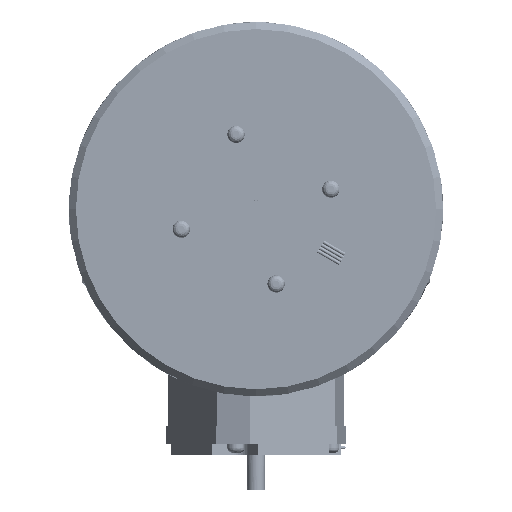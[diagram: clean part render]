
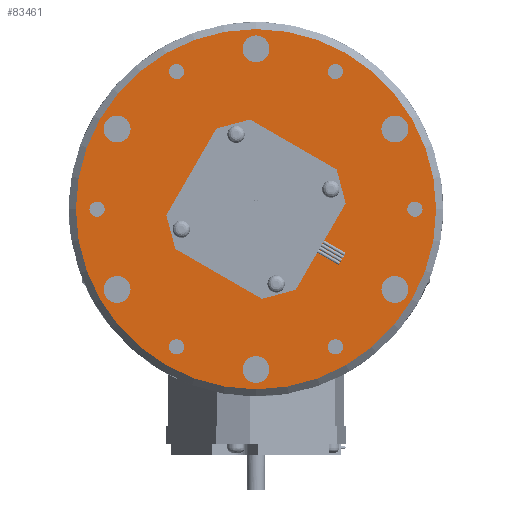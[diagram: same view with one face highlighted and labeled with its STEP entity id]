
A CAD part, front view. The second image highlights one B-rep face of the part: STEP entity #83461.
In plain terms, the highlighted face is planar.
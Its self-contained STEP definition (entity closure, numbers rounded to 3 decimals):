
#3061=FACE_BOUND('',#12289,.T.);
#3062=FACE_BOUND('',#12290,.T.);
#3063=FACE_BOUND('',#12291,.T.);
#3064=FACE_BOUND('',#12292,.T.);
#3065=FACE_BOUND('',#12293,.T.);
#3066=FACE_BOUND('',#12294,.T.);
#3067=FACE_BOUND('',#12295,.T.);
#3068=FACE_BOUND('',#12296,.T.);
#3069=FACE_BOUND('',#12297,.T.);
#3070=FACE_BOUND('',#12298,.T.);
#3071=FACE_BOUND('',#12299,.T.);
#3072=FACE_BOUND('',#12300,.T.);
#3073=FACE_BOUND('',#12301,.T.);
#3074=FACE_BOUND('',#12302,.T.);
#3075=FACE_BOUND('',#12303,.T.);
#3076=FACE_BOUND('',#12304,.T.);
#3077=FACE_BOUND('',#12305,.T.);
#4630=PLANE('',#88306);
#7483=FACE_OUTER_BOUND('',#12288,.T.);
#12288=EDGE_LOOP('',(#65905));
#12289=EDGE_LOOP('',(#65906));
#12290=EDGE_LOOP('',(#65907));
#12291=EDGE_LOOP('',(#65908));
#12292=EDGE_LOOP('',(#65909));
#12293=EDGE_LOOP('',(#65910));
#12294=EDGE_LOOP('',(#65911));
#12295=EDGE_LOOP('',(#65912));
#12296=EDGE_LOOP('',(#65913));
#12297=EDGE_LOOP('',(#65914));
#12298=EDGE_LOOP('',(#65915));
#12299=EDGE_LOOP('',(#65916));
#12300=EDGE_LOOP('',(#65917));
#12301=EDGE_LOOP('',(#65918));
#12302=EDGE_LOOP('',(#65919));
#12303=EDGE_LOOP('',(#65920));
#12304=EDGE_LOOP('',(#65921));
#12305=EDGE_LOOP('',(#65922));
#31927=CIRCLE('',#88300,2.15);
#31928=CIRCLE('',#88302,51.);
#31931=CIRCLE('',#88307,2.15);
#31932=CIRCLE('',#88308,2.15);
#31933=CIRCLE('',#88309,2.15);
#31934=CIRCLE('',#88310,2.15);
#31935=CIRCLE('',#88311,2.15);
#31936=CIRCLE('',#88312,1.75);
#31937=CIRCLE('',#88313,1.75);
#31938=CIRCLE('',#88314,1.75);
#31939=CIRCLE('',#88315,1.75);
#31940=CIRCLE('',#88316,11.7);
#31941=CIRCLE('',#88317,3.8);
#31942=CIRCLE('',#88318,3.8);
#31943=CIRCLE('',#88319,3.8);
#31944=CIRCLE('',#88320,3.8);
#31945=CIRCLE('',#88321,3.8);
#31946=CIRCLE('',#88322,3.8);
#37185=VERTEX_POINT('',#160568);
#37186=VERTEX_POINT('',#160572);
#37189=VERTEX_POINT('',#160582);
#37190=VERTEX_POINT('',#160584);
#37191=VERTEX_POINT('',#160586);
#37192=VERTEX_POINT('',#160588);
#37193=VERTEX_POINT('',#160590);
#37194=VERTEX_POINT('',#160592);
#37195=VERTEX_POINT('',#160594);
#37196=VERTEX_POINT('',#160596);
#37197=VERTEX_POINT('',#160598);
#37198=VERTEX_POINT('',#160600);
#37199=VERTEX_POINT('',#160602);
#37200=VERTEX_POINT('',#160604);
#37201=VERTEX_POINT('',#160606);
#37202=VERTEX_POINT('',#160608);
#37203=VERTEX_POINT('',#160610);
#37204=VERTEX_POINT('',#160612);
#47580=EDGE_CURVE('',#37185,#37185,#31927,.T.);
#47581=EDGE_CURVE('',#37186,#37186,#31928,.T.);
#47586=EDGE_CURVE('',#37189,#37189,#31931,.T.);
#47587=EDGE_CURVE('',#37190,#37190,#31932,.T.);
#47588=EDGE_CURVE('',#37191,#37191,#31933,.T.);
#47589=EDGE_CURVE('',#37192,#37192,#31934,.T.);
#47590=EDGE_CURVE('',#37193,#37193,#31935,.T.);
#47591=EDGE_CURVE('',#37194,#37194,#31936,.T.);
#47592=EDGE_CURVE('',#37195,#37195,#31937,.T.);
#47593=EDGE_CURVE('',#37196,#37196,#31938,.T.);
#47594=EDGE_CURVE('',#37197,#37197,#31939,.T.);
#47595=EDGE_CURVE('',#37198,#37198,#31940,.T.);
#47596=EDGE_CURVE('',#37199,#37199,#31941,.T.);
#47597=EDGE_CURVE('',#37200,#37200,#31942,.T.);
#47598=EDGE_CURVE('',#37201,#37201,#31943,.T.);
#47599=EDGE_CURVE('',#37202,#37202,#31944,.T.);
#47600=EDGE_CURVE('',#37203,#37203,#31945,.T.);
#47601=EDGE_CURVE('',#37204,#37204,#31946,.T.);
#65905=ORIENTED_EDGE('',*,*,#47581,.F.);
#65906=ORIENTED_EDGE('',*,*,#47586,.T.);
#65907=ORIENTED_EDGE('',*,*,#47587,.T.);
#65908=ORIENTED_EDGE('',*,*,#47588,.T.);
#65909=ORIENTED_EDGE('',*,*,#47589,.T.);
#65910=ORIENTED_EDGE('',*,*,#47590,.T.);
#65911=ORIENTED_EDGE('',*,*,#47580,.T.);
#65912=ORIENTED_EDGE('',*,*,#47591,.F.);
#65913=ORIENTED_EDGE('',*,*,#47592,.F.);
#65914=ORIENTED_EDGE('',*,*,#47593,.F.);
#65915=ORIENTED_EDGE('',*,*,#47594,.F.);
#65916=ORIENTED_EDGE('',*,*,#47595,.F.);
#65917=ORIENTED_EDGE('',*,*,#47596,.T.);
#65918=ORIENTED_EDGE('',*,*,#47597,.T.);
#65919=ORIENTED_EDGE('',*,*,#47598,.T.);
#65920=ORIENTED_EDGE('',*,*,#47599,.T.);
#65921=ORIENTED_EDGE('',*,*,#47600,.T.);
#65922=ORIENTED_EDGE('',*,*,#47601,.T.);
#83461=ADVANCED_FACE('',(#7483,#3061,#3062,#3063,#3064,#3065,#3066,#3067,
#3068,#3069,#3070,#3071,#3072,#3073,#3074,#3075,#3076,#3077),#4630,.T.);
#88300=AXIS2_PLACEMENT_3D('',#160570,#96956,#96957);
#88302=AXIS2_PLACEMENT_3D('',#160573,#96960,#96961);
#88306=AXIS2_PLACEMENT_3D('',#160581,#96970,#96971);
#88307=AXIS2_PLACEMENT_3D('',#160583,#96972,#96973);
#88308=AXIS2_PLACEMENT_3D('',#160585,#96974,#96975);
#88309=AXIS2_PLACEMENT_3D('',#160587,#96976,#96977);
#88310=AXIS2_PLACEMENT_3D('',#160589,#96978,#96979);
#88311=AXIS2_PLACEMENT_3D('',#160591,#96980,#96981);
#88312=AXIS2_PLACEMENT_3D('',#160593,#96982,#96983);
#88313=AXIS2_PLACEMENT_3D('',#160595,#96984,#96985);
#88314=AXIS2_PLACEMENT_3D('',#160597,#96986,#96987);
#88315=AXIS2_PLACEMENT_3D('',#160599,#96988,#96989);
#88316=AXIS2_PLACEMENT_3D('',#160601,#96990,#96991);
#88317=AXIS2_PLACEMENT_3D('',#160603,#96992,#96993);
#88318=AXIS2_PLACEMENT_3D('',#160605,#96994,#96995);
#88319=AXIS2_PLACEMENT_3D('',#160607,#96996,#96997);
#88320=AXIS2_PLACEMENT_3D('',#160609,#96998,#96999);
#88321=AXIS2_PLACEMENT_3D('',#160611,#97000,#97001);
#88322=AXIS2_PLACEMENT_3D('',#160613,#97002,#97003);
#96956=DIRECTION('center_axis',(0.,-1.,0.));
#96957=DIRECTION('ref_axis',(1.,0.,0.));
#96960=DIRECTION('center_axis',(0.,-1.,0.));
#96961=DIRECTION('ref_axis',(-1.,0.,0.));
#96970=DIRECTION('center_axis',(0.,1.,0.));
#96971=DIRECTION('ref_axis',(-1.,0.,0.));
#96972=DIRECTION('center_axis',(0.,-1.,0.));
#96973=DIRECTION('ref_axis',(0.5,0.,0.866));
#96974=DIRECTION('center_axis',(0.,-1.,0.));
#96975=DIRECTION('ref_axis',(-0.5,0.,0.866));
#96976=DIRECTION('center_axis',(0.,-1.,0.));
#96977=DIRECTION('ref_axis',(-1.,0.,0.));
#96978=DIRECTION('center_axis',(0.,-1.,0.));
#96979=DIRECTION('ref_axis',(-0.5,0.,-0.866));
#96980=DIRECTION('center_axis',(0.,-1.,0.));
#96981=DIRECTION('ref_axis',(0.5,0.,-0.866));
#96982=DIRECTION('center_axis',(0.,1.,0.));
#96983=DIRECTION('ref_axis',(-1.,0.,0.));
#96984=DIRECTION('center_axis',(0.,1.,0.));
#96985=DIRECTION('ref_axis',(-1.,0.,0.));
#96986=DIRECTION('center_axis',(0.,1.,0.));
#96987=DIRECTION('ref_axis',(-1.,0.,0.));
#96988=DIRECTION('center_axis',(0.,1.,0.));
#96989=DIRECTION('ref_axis',(-1.,0.,0.));
#96990=DIRECTION('center_axis',(0.,1.,0.));
#96991=DIRECTION('ref_axis',(-1.,0.,0.));
#96992=DIRECTION('center_axis',(0.,-1.,0.));
#96993=DIRECTION('ref_axis',(-1.,0.,0.));
#96994=DIRECTION('center_axis',(0.,-1.,0.));
#96995=DIRECTION('ref_axis',(-0.5,0.,0.866));
#96996=DIRECTION('center_axis',(0.,-1.,0.));
#96997=DIRECTION('ref_axis',(0.5,0.,0.866));
#96998=DIRECTION('center_axis',(0.,-1.,0.));
#96999=DIRECTION('ref_axis',(1.,0.,0.));
#97000=DIRECTION('center_axis',(0.,-1.,0.));
#97001=DIRECTION('ref_axis',(0.5,0.,-0.866));
#97002=DIRECTION('center_axis',(0.,-1.,0.));
#97003=DIRECTION('ref_axis',(-0.5,0.,-0.866));
#160568=CARTESIAN_POINT('',(42.85,51.5,0.));
#160570=CARTESIAN_POINT('Origin',(45.,51.5,0.));
#160572=CARTESIAN_POINT('',(51.,51.5,0.));
#160573=CARTESIAN_POINT('Origin',(0.,51.5,0.));
#160581=CARTESIAN_POINT('Origin',(0.,51.5,0.));
#160582=CARTESIAN_POINT('',(21.425,51.5,37.109));
#160583=CARTESIAN_POINT('Origin',(22.5,51.5,38.971));
#160584=CARTESIAN_POINT('',(-21.425,51.5,37.109));
#160585=CARTESIAN_POINT('Origin',(-22.5,51.5,38.971));
#160586=CARTESIAN_POINT('',(-42.85,51.5,0.));
#160587=CARTESIAN_POINT('Origin',(-45.,51.5,0.));
#160588=CARTESIAN_POINT('',(-21.425,51.5,-37.109));
#160589=CARTESIAN_POINT('Origin',(-22.5,51.5,-38.971));
#160590=CARTESIAN_POINT('',(21.425,51.5,-37.109));
#160591=CARTESIAN_POINT('Origin',(22.5,51.5,-38.971));
#160592=CARTESIAN_POINT('',(-3.923,51.5,-21.173));
#160593=CARTESIAN_POINT('Origin',(-5.673,51.5,-21.173));
#160594=CARTESIAN_POINT('',(22.923,51.5,-5.673));
#160595=CARTESIAN_POINT('Origin',(21.173,51.5,-5.673));
#160596=CARTESIAN_POINT('',(-19.423,51.5,5.673));
#160597=CARTESIAN_POINT('Origin',(-21.173,51.5,5.673));
#160598=CARTESIAN_POINT('',(7.423,51.5,21.173));
#160599=CARTESIAN_POINT('Origin',(5.673,51.5,21.173));
#160600=CARTESIAN_POINT('',(11.7,51.5,0.));
#160601=CARTESIAN_POINT('Origin',(0.,51.5,0.));
#160602=CARTESIAN_POINT('',(3.8,51.5,45.4));
#160603=CARTESIAN_POINT('Origin',(0.,51.5,45.4));
#160604=CARTESIAN_POINT('',(41.218,51.5,19.409));
#160605=CARTESIAN_POINT('Origin',(39.318,51.5,22.7));
#160606=CARTESIAN_POINT('',(37.418,51.5,-25.991));
#160607=CARTESIAN_POINT('Origin',(39.318,51.5,-22.7));
#160608=CARTESIAN_POINT('',(-3.8,51.5,-45.4));
#160609=CARTESIAN_POINT('Origin',(0.,51.5,-45.4));
#160610=CARTESIAN_POINT('',(-41.218,51.5,-19.409));
#160611=CARTESIAN_POINT('Origin',(-39.318,51.5,-22.7));
#160612=CARTESIAN_POINT('',(-37.418,51.5,25.991));
#160613=CARTESIAN_POINT('Origin',(-39.318,51.5,22.7));
